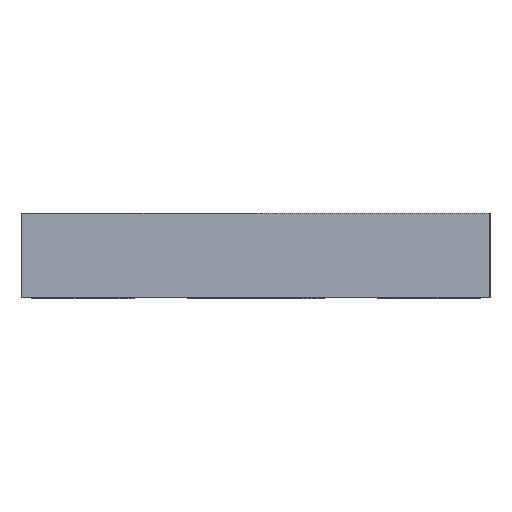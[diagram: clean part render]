
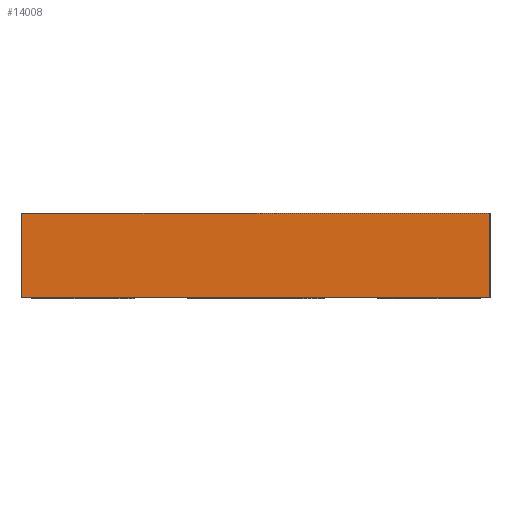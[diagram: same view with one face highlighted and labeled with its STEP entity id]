
A CAD part, left-side view. The second image highlights one B-rep face of the part: STEP entity #14008.
In plain terms, the highlighted planar face has unit normal (-1, 0, 0).
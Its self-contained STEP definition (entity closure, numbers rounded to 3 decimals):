
#67 = CARTESIAN_POINT ( 'NONE',  ( -3.5, 2.5, 0.9 ) ) ;
#246 = VECTOR ( 'NONE', #4587, 1000. ) ;
#483 = AXIS2_PLACEMENT_3D ( 'NONE', #14787, #12128, #4635 ) ;
#730 = LINE ( 'NONE', #16040, #246 ) ;
#2265 = ORIENTED_EDGE ( 'NONE', *, *, #12581, .F. ) ;
#2469 = LINE ( 'NONE', #6670, #11829 ) ;
#4074 = VERTEX_POINT ( 'NONE', #14937 ) ;
#4309 = VECTOR ( 'NONE', #9610, 1000. ) ;
#4473 = LINE ( 'NONE', #14879, #4309 ) ;
#4587 = DIRECTION ( 'NONE',  ( 0., 0., -1. ) ) ;
#4635 = DIRECTION ( 'NONE',  ( 0., 0., -1. ) ) ;
#4882 = VECTOR ( 'NONE', #7130, 1000. ) ;
#5274 = VERTEX_POINT ( 'NONE', #67 ) ;
#5502 = VERTEX_POINT ( 'NONE', #15938 ) ;
#5724 = PLANE ( 'NONE',  #483 ) ;
#6670 = CARTESIAN_POINT ( 'NONE',  ( -3.5, 2.5, 0. ) ) ;
#7130 = DIRECTION ( 'NONE',  ( 0., -1., 0. ) ) ;
#8056 = FACE_OUTER_BOUND ( 'NONE', #10078, .T. ) ;
#9418 = CARTESIAN_POINT ( 'NONE',  ( -3.5, 2.5, 0.9 ) ) ;
#9610 = DIRECTION ( 'NONE',  ( 0., 0., -1. ) ) ;
#9769 = EDGE_CURVE ( 'NONE', #5274, #12259, #4473, .T. ) ;
#10078 = EDGE_LOOP ( 'NONE', ( #15785, #11201, #2265, #12870 ) ) ;
#11201 = ORIENTED_EDGE ( 'NONE', *, *, #14816, .F. ) ;
#11641 = EDGE_CURVE ( 'NONE', #12259, #5502, #2469, .T. ) ;
#11829 = VECTOR ( 'NONE', #12579, 1000. ) ;
#12128 = DIRECTION ( 'NONE',  ( 1., 0., 0. ) ) ;
#12259 = VERTEX_POINT ( 'NONE', #14665 ) ;
#12579 = DIRECTION ( 'NONE',  ( 0., -1., 0. ) ) ;
#12581 = EDGE_CURVE ( 'NONE', #5274, #4074, #15728, .T. ) ;
#12870 = ORIENTED_EDGE ( 'NONE', *, *, #9769, .T. ) ;
#14008 = ADVANCED_FACE ( 'NONE', ( #8056 ), #5724, .F. ) ;
#14665 = CARTESIAN_POINT ( 'NONE',  ( -3.5, 2.5, 0. ) ) ;
#14787 = CARTESIAN_POINT ( 'NONE',  ( -3.5, 2.5, 0.9 ) ) ;
#14816 = EDGE_CURVE ( 'NONE', #4074, #5502, #730, .T. ) ;
#14879 = CARTESIAN_POINT ( 'NONE',  ( -3.5, 2.5, 0.9 ) ) ;
#14937 = CARTESIAN_POINT ( 'NONE',  ( -3.5, -2.5, 0.9 ) ) ;
#15728 = LINE ( 'NONE', #9418, #4882 ) ;
#15785 = ORIENTED_EDGE ( 'NONE', *, *, #11641, .T. ) ;
#15938 = CARTESIAN_POINT ( 'NONE',  ( -3.5, -2.5, 0. ) ) ;
#16040 = CARTESIAN_POINT ( 'NONE',  ( -3.5, -2.5, 0.9 ) ) ;
